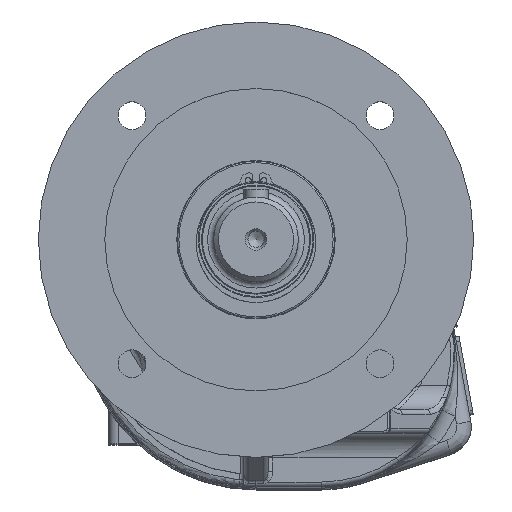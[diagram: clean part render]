
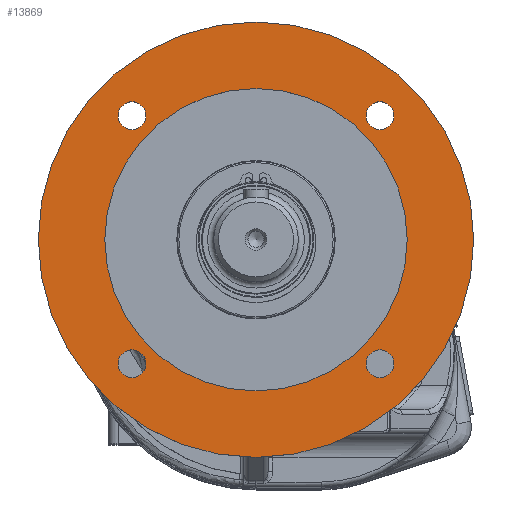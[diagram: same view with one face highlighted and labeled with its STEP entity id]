
A CAD part, top view. The second image highlights one B-rep face of the part: STEP entity #13869.
In plain terms, the highlighted planar face has unit normal (0, 0, 1).
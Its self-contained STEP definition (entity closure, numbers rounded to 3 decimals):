
#129=FACE_BOUND('',#2406,.T.);
#130=FACE_BOUND('',#2407,.T.);
#131=FACE_BOUND('',#2408,.T.);
#132=FACE_BOUND('',#2409,.T.);
#133=FACE_BOUND('',#2410,.T.);
#578=PLANE('',#15278);
#1569=FACE_OUTER_BOUND('',#2405,.T.);
#2405=EDGE_LOOP('',(#11512));
#2406=EDGE_LOOP('',(#11513));
#2407=EDGE_LOOP('',(#11514));
#2408=EDGE_LOOP('',(#11515));
#2409=EDGE_LOOP('',(#11516));
#2410=EDGE_LOOP('',(#11517));
#3286=CIRCLE('',#15277,62.5);
#3287=CIRCLE('',#15279,90.);
#3288=CIRCLE('',#15280,5.75);
#3289=CIRCLE('',#15281,5.75);
#3290=CIRCLE('',#15282,5.75);
#3291=CIRCLE('',#15283,5.75);
#6082=VERTEX_POINT('',#28113);
#6083=VERTEX_POINT('',#28117);
#6084=VERTEX_POINT('',#28119);
#6085=VERTEX_POINT('',#28121);
#6086=VERTEX_POINT('',#28123);
#6087=VERTEX_POINT('',#28125);
#7942=EDGE_CURVE('',#6082,#6082,#3286,.T.);
#7944=EDGE_CURVE('',#6083,#6083,#3287,.T.);
#7945=EDGE_CURVE('',#6084,#6084,#3288,.T.);
#7946=EDGE_CURVE('',#6085,#6085,#3289,.T.);
#7947=EDGE_CURVE('',#6086,#6086,#3290,.T.);
#7948=EDGE_CURVE('',#6087,#6087,#3291,.T.);
#11512=ORIENTED_EDGE('',*,*,#7944,.F.);
#11513=ORIENTED_EDGE('',*,*,#7945,.T.);
#11514=ORIENTED_EDGE('',*,*,#7946,.T.);
#11515=ORIENTED_EDGE('',*,*,#7947,.T.);
#11516=ORIENTED_EDGE('',*,*,#7948,.T.);
#11517=ORIENTED_EDGE('',*,*,#7942,.T.);
#13869=ADVANCED_FACE('',(#1569,#129,#130,#131,#132,#133),#578,.F.);
#15277=AXIS2_PLACEMENT_3D('',#28114,#18744,#18745);
#15278=AXIS2_PLACEMENT_3D('',#28116,#18747,#18748);
#15279=AXIS2_PLACEMENT_3D('',#28118,#18749,#18750);
#15280=AXIS2_PLACEMENT_3D('',#28120,#18751,#18752);
#15281=AXIS2_PLACEMENT_3D('',#28122,#18753,#18754);
#15282=AXIS2_PLACEMENT_3D('',#28124,#18755,#18756);
#15283=AXIS2_PLACEMENT_3D('',#28126,#18757,#18758);
#18744=DIRECTION('center_axis',(0.,0.,
-1.));
#18745=DIRECTION('ref_axis',(0.,1.,0.));
#18747=DIRECTION('center_axis',(0.,0.,
-1.));
#18748=DIRECTION('ref_axis',(0.,-1.,0.));
#18749=DIRECTION('center_axis',(0.,0.,
-1.));
#18750=DIRECTION('ref_axis',(0.,1.,0.));
#18751=DIRECTION('center_axis',(0.,0.,
-1.));
#18752=DIRECTION('ref_axis',(-1.,0.,0.));
#18753=DIRECTION('center_axis',(0.,0.,
-1.));
#18754=DIRECTION('ref_axis',(0.,-1.,0.));
#18755=DIRECTION('center_axis',(0.,0.,
-1.));
#18756=DIRECTION('ref_axis',(1.,0.,0.));
#18757=DIRECTION('center_axis',(0.,0.,
-1.));
#18758=DIRECTION('ref_axis',(0.,1.,0.));
#28113=CARTESIAN_POINT('',(0.,-47.018,200.4));
#28114=CARTESIAN_POINT('Origin',(0.,15.482,200.4));
#28116=CARTESIAN_POINT('Origin',(0.,91.732,
200.4));
#28117=CARTESIAN_POINT('',(0.,-74.518,200.4));
#28118=CARTESIAN_POINT('Origin',(0.,15.482,200.4));
#28119=CARTESIAN_POINT('',(-45.515,-35.784,200.4));
#28120=CARTESIAN_POINT('Origin',(-51.265,-35.784,200.4));
#28121=CARTESIAN_POINT('',(51.265,-30.034,200.4));
#28122=CARTESIAN_POINT('Origin',(51.265,-35.784,200.4));
#28123=CARTESIAN_POINT('',(45.515,66.747,200.4));
#28124=CARTESIAN_POINT('Origin',(51.265,66.747,200.4));
#28125=CARTESIAN_POINT('',(-51.265,60.997,200.4));
#28126=CARTESIAN_POINT('Origin',(-51.265,66.747,200.4));
